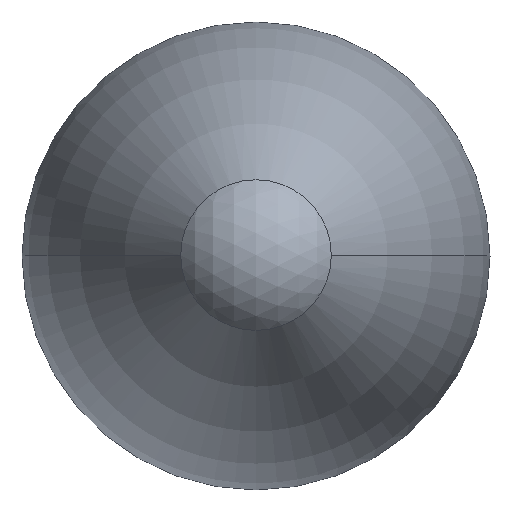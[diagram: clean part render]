
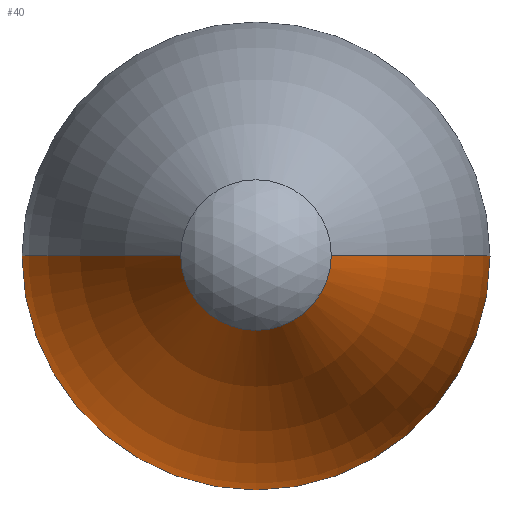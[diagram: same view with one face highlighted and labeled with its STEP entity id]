
A CAD part, top view. The second image highlights one B-rep face of the part: STEP entity #40.
In plain terms, the highlighted toroidal (fillet/blend) face has major radius 30 mm and minor radius 40 mm.
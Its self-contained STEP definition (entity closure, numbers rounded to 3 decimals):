
#40=ADVANCED_FACE('',(#79),#80,.T.);
#79=FACE_OUTER_BOUND('',#115,.T.);
#80=TOROIDAL_SURFACE('',#116,-30.,40.);
#115=EDGE_LOOP('',(#161,#162,#163,#164,#165));
#116=AXIS2_PLACEMENT_3D('',#166,#167,#168);
#161=ORIENTED_EDGE('',*,*,#218,.T.);
#162=ORIENTED_EDGE('',*,*,#224,.T.);
#163=ORIENTED_EDGE('',*,*,#225,.T.);
#164=ORIENTED_EDGE('',*,*,#220,.T.);
#165=ORIENTED_EDGE('',*,*,#226,.T.);
#166=CARTESIAN_POINT('',(0.,0.,0.));
#167=DIRECTION('',(0.,0.,1.0));
#168=DIRECTION('',(1.0,0.0,0.));
#218=EDGE_CURVE('',#252,#253,#254,.T.);
#220=EDGE_CURVE('',#257,#255,#258,.T.);
#224=EDGE_CURVE('',#253,#263,#264,.F.);
#225=EDGE_CURVE('',#263,#257,#265,.F.);
#226=EDGE_CURVE('',#255,#252,#266,.T.);
#252=VERTEX_POINT('',#296);
#253=VERTEX_POINT('',#297);
#254=CIRCLE('',#298,40.);
#255=VERTEX_POINT('',#299);
#257=VERTEX_POINT('',#301);
#258=CIRCLE('',#302,40.);
#263=VERTEX_POINT('',#307);
#264=CIRCLE('',#308,3.218);
#265=CIRCLE('',#309,3.218);
#266=CIRCLE('',#310,10.);
#296=CARTESIAN_POINT('',(10.,0.,0.0));
#297=CARTESIAN_POINT('',(3.218,0.,22.284));
#298=AXIS2_PLACEMENT_3D('',#333,#334,#335);
#299=CARTESIAN_POINT('',(-10.,0.0,0.));
#301=CARTESIAN_POINT('',(-3.218,0.,22.284));
#302=AXIS2_PLACEMENT_3D('',#339,#340,#341);
#307=CARTESIAN_POINT('',(0.,-3.218,22.284));
#308=AXIS2_PLACEMENT_3D('',#348,#349,#350);
#309=AXIS2_PLACEMENT_3D('',#351,#352,#353);
#310=AXIS2_PLACEMENT_3D('',#354,#355,#356);
#333=CARTESIAN_POINT('',(-30.,0.,0.));
#334=DIRECTION('',(0.,-1.0,0.));
#335=DIRECTION('',(1.0,0.,0.));
#339=CARTESIAN_POINT('',(30.,0.,0.));
#340=DIRECTION('',(0.,-1.0,0.));
#341=DIRECTION('',(-1.0,0.,0.));
#348=CARTESIAN_POINT('',(0.,0.,22.284));
#349=DIRECTION('',(0.,0.,1.0));
#350=DIRECTION('',(1.0,0.0,0.));
#351=CARTESIAN_POINT('',(0.,0.,22.284));
#352=DIRECTION('',(0.,0.,1.0));
#353=DIRECTION('',(1.0,0.0,0.));
#354=CARTESIAN_POINT('',(0.,0.,0.0));
#355=DIRECTION('',(0.0,-0.0,1.0));
#356=DIRECTION('',(-1.0,0.0,0.0));
